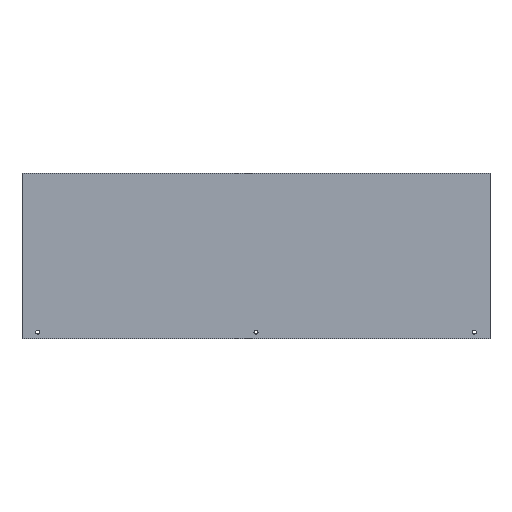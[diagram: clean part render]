
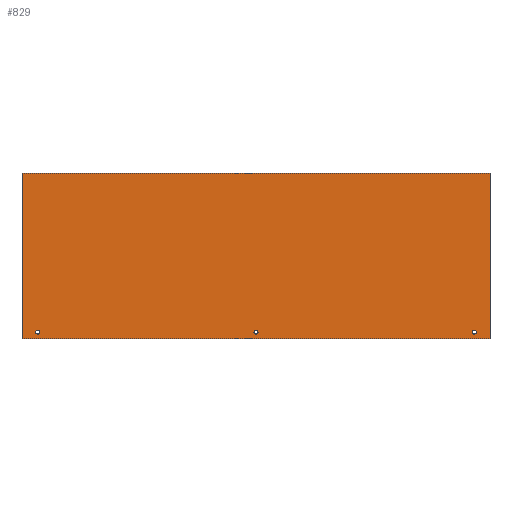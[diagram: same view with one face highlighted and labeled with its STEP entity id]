
A CAD part, top view. The second image highlights one B-rep face of the part: STEP entity #829.
In plain terms, the highlighted planar face has unit normal (0, 0, 1).
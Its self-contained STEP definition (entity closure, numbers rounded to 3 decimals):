
#23 = CARTESIAN_POINT ( 'NONE',  ( 291.5, 0., 8. ) ) ;
#24 = FACE_BOUND ( 'NONE', #26, .T. ) ;
#26 = EDGE_LOOP ( 'NONE', ( #263, #775 ) ) ;
#46 = LINE ( 'NONE', #801, #225 ) ;
#54 = PLANE ( 'NONE',  #1426 ) ;
#59 = CARTESIAN_POINT ( 'NONE',  ( 19.219, 4., 8. ) ) ;
#112 = EDGE_LOOP ( 'NONE', ( #627, #158 ) ) ;
#127 = DIRECTION ( 'NONE',  ( -1., 0., 0. ) ) ;
#133 = DIRECTION ( 'NONE',  ( -1., 0., 0. ) ) ;
#158 = ORIENTED_EDGE ( 'NONE', *, *, #1067, .T. ) ;
#167 = VERTEX_POINT ( 'NONE', #1087 ) ;
#171 = FACE_BOUND ( 'NONE', #1002, .T. ) ;
#178 = CIRCLE ( 'NONE', #1451, 1.219 ) ;
#182 = DIRECTION ( 'NONE',  ( -1., 0., 0. ) ) ;
#185 = ORIENTED_EDGE ( 'NONE', *, *, #1329, .F. ) ;
#203 = VERTEX_POINT ( 'NONE', #960 ) ;
#225 = VECTOR ( 'NONE', #689, 1000. ) ;
#237 = DIRECTION ( 'NONE',  ( 0., 0., -1. ) ) ;
#260 = VERTEX_POINT ( 'NONE', #23 ) ;
#262 = DIRECTION ( 'NONE',  ( 0., 0., -1. ) ) ;
#263 = ORIENTED_EDGE ( 'NONE', *, *, #343, .T. ) ;
#276 = CARTESIAN_POINT ( 'NONE',  ( 291.5, 100., 8. ) ) ;
#282 = DIRECTION ( 'NONE',  ( 0., 0., -1. ) ) ;
#290 = FACE_BOUND ( 'NONE', #112, .T. ) ;
#297 = CARTESIAN_POINT ( 'NONE',  ( 150., 4., 8. ) ) ;
#305 = CARTESIAN_POINT ( 'NONE',  ( 151.219, 4., 8. ) ) ;
#325 = AXIS2_PLACEMENT_3D ( 'NONE', #1507, #262, #127 ) ;
#343 = EDGE_CURVE ( 'NONE', #1278, #1131, #1495, .T. ) ;
#356 = CARTESIAN_POINT ( 'NONE',  ( 18., 4., 8. ) ) ;
#362 = DIRECTION ( 'NONE',  ( 0., 1., 0. ) ) ;
#369 = LINE ( 'NONE', #276, #1108 ) ;
#460 = CIRCLE ( 'NONE', #849, 1.219 ) ;
#464 = CARTESIAN_POINT ( 'NONE',  ( 0., 0., 8. ) ) ;
#468 = EDGE_CURVE ( 'NONE', #1175, #167, #607, .T. ) ;
#471 = DIRECTION ( 'NONE',  ( -1., 0., 0. ) ) ;
#487 = ORIENTED_EDGE ( 'NONE', *, *, #1153, .T. ) ;
#497 = DIRECTION ( 'NONE',  ( 0., -1., 0. ) ) ;
#534 = AXIS2_PLACEMENT_3D ( 'NONE', #621, #282, #133 ) ;
#573 = DIRECTION ( 'NONE',  ( -1., 0., 0. ) ) ;
#601 = EDGE_CURVE ( 'NONE', #1131, #1278, #1027, .T. ) ;
#607 = LINE ( 'NONE', #1481, #1167 ) ;
#621 = CARTESIAN_POINT ( 'NONE',  ( 282., 4., 8. ) ) ;
#624 = VERTEX_POINT ( 'NONE', #59 ) ;
#627 = ORIENTED_EDGE ( 'NONE', *, *, #1192, .T. ) ;
#662 = EDGE_LOOP ( 'NONE', ( #1362, #737, #185, #1489 ) ) ;
#671 = FACE_OUTER_BOUND ( 'NONE', #662, .T. ) ;
#689 = DIRECTION ( 'NONE',  ( -1., 0., 0. ) ) ;
#694 = AXIS2_PLACEMENT_3D ( 'NONE', #1205, #1564, #1193 ) ;
#702 = CARTESIAN_POINT ( 'NONE',  ( 283.219, 4., 8. ) ) ;
#731 = DIRECTION ( 'NONE',  ( 1., 0., 0. ) ) ;
#737 = ORIENTED_EDGE ( 'NONE', *, *, #1228, .T. ) ;
#775 = ORIENTED_EDGE ( 'NONE', *, *, #601, .T. ) ;
#801 = CARTESIAN_POINT ( 'NONE',  ( 0., 100., 8. ) ) ;
#802 = CARTESIAN_POINT ( 'NONE',  ( 16.781, 4., 8. ) ) ;
#829 = ADVANCED_FACE ( 'NONE', ( #24, #290, #171, #671 ), #54, .F. ) ;
#849 = AXIS2_PLACEMENT_3D ( 'NONE', #356, #237, #1588 ) ;
#879 = VERTEX_POINT ( 'NONE', #1575 ) ;
#960 = CARTESIAN_POINT ( 'NONE',  ( 148.781, 4., 8. ) ) ;
#1002 = EDGE_LOOP ( 'NONE', ( #487, #1519 ) ) ;
#1027 = CIRCLE ( 'NONE', #325, 1.219 ) ;
#1040 = CARTESIAN_POINT ( 'NONE',  ( 18., 4., 8. ) ) ;
#1067 = EDGE_CURVE ( 'NONE', #624, #1176, #1494, .T. ) ;
#1083 = CARTESIAN_POINT ( 'NONE',  ( 0., 0., 8. ) ) ;
#1087 = CARTESIAN_POINT ( 'NONE',  ( 8.5, 100., 8. ) ) ;
#1090 = DIRECTION ( 'NONE',  ( 0., 0., -1. ) ) ;
#1108 = VECTOR ( 'NONE', #497, 1000. ) ;
#1120 = EDGE_CURVE ( 'NONE', #1536, #203, #178, .T. ) ;
#1124 = CARTESIAN_POINT ( 'NONE',  ( 280.781, 4., 8. ) ) ;
#1131 = VERTEX_POINT ( 'NONE', #702 ) ;
#1153 = EDGE_CURVE ( 'NONE', #203, #1536, #1573, .T. ) ;
#1167 = VECTOR ( 'NONE', #362, 1000. ) ;
#1175 = VERTEX_POINT ( 'NONE', #1338 ) ;
#1176 = VERTEX_POINT ( 'NONE', #802 ) ;
#1192 = EDGE_CURVE ( 'NONE', #1176, #624, #460, .T. ) ;
#1193 = DIRECTION ( 'NONE',  ( -1., 0., 0. ) ) ;
#1205 = CARTESIAN_POINT ( 'NONE',  ( 150., 4., 8. ) ) ;
#1219 = LINE ( 'NONE', #1083, #1381 ) ;
#1228 = EDGE_CURVE ( 'NONE', #1175, #260, #1219, .T. ) ;
#1278 = VERTEX_POINT ( 'NONE', #1124 ) ;
#1304 = AXIS2_PLACEMENT_3D ( 'NONE', #1040, #1538, #182 ) ;
#1314 = DIRECTION ( 'NONE',  ( 0., 0., -1. ) ) ;
#1329 = EDGE_CURVE ( 'NONE', #879, #260, #369, .T. ) ;
#1338 = CARTESIAN_POINT ( 'NONE',  ( 8.5, 0., 8. ) ) ;
#1359 = EDGE_CURVE ( 'NONE', #879, #167, #46, .T. ) ;
#1362 = ORIENTED_EDGE ( 'NONE', *, *, #468, .F. ) ;
#1381 = VECTOR ( 'NONE', #731, 1000. ) ;
#1426 = AXIS2_PLACEMENT_3D ( 'NONE', #464, #1090, #471 ) ;
#1451 = AXIS2_PLACEMENT_3D ( 'NONE', #297, #1314, #573 ) ;
#1481 = CARTESIAN_POINT ( 'NONE',  ( 8.5, 100., 8. ) ) ;
#1489 = ORIENTED_EDGE ( 'NONE', *, *, #1359, .T. ) ;
#1494 = CIRCLE ( 'NONE', #1304, 1.219 ) ;
#1495 = CIRCLE ( 'NONE', #534, 1.219 ) ;
#1507 = CARTESIAN_POINT ( 'NONE',  ( 282., 4., 8. ) ) ;
#1519 = ORIENTED_EDGE ( 'NONE', *, *, #1120, .T. ) ;
#1536 = VERTEX_POINT ( 'NONE', #305 ) ;
#1538 = DIRECTION ( 'NONE',  ( 0., 0., -1. ) ) ;
#1564 = DIRECTION ( 'NONE',  ( 0., 0., -1. ) ) ;
#1573 = CIRCLE ( 'NONE', #694, 1.219 ) ;
#1575 = CARTESIAN_POINT ( 'NONE',  ( 291.5, 100., 8. ) ) ;
#1588 = DIRECTION ( 'NONE',  ( -1., 0., 0. ) ) ;
